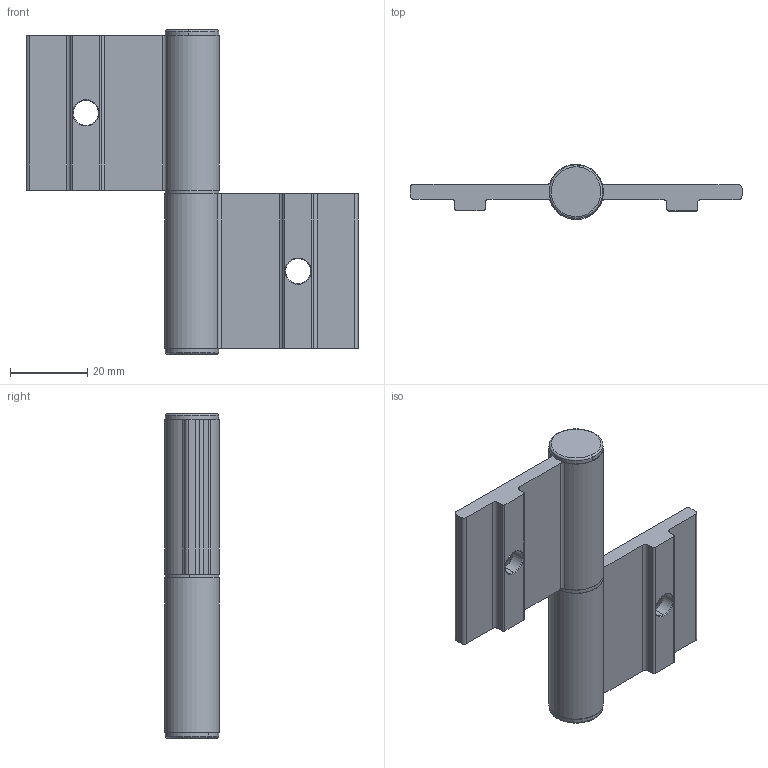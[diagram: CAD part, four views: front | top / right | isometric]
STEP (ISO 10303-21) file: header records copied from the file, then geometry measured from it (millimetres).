
FILE_DESCRIPTION (( 'STEP AP214' ), '1' );
FILE_NAME ('095AL40N0840N08.STEP', '2014-08-14T10:31:42', ( '' ), ( '' ), 'SwSTEP 2.0', 'SolidWorks 2014', '' );
FILE_SCHEMA (( 'AUTOMOTIVE_DESIGN' ));
Length unit declared in the file: millimetre
Products named in the file (5): 095air01_095ALR04; 340me383; 095ala; 095AL40N08_095AL40N08; 095AL40N0840N08
Assembly tree (13 placements, depth 2):
  095AL40N0840N08
    095AL40N08_095AL40N08  x2
    095ala  x2
    340me383  x8
    095air01_095ALR04
Bounding box: 86 x 14.2 x 84 mm (x, y, z)
Volume: 24937.5 mm3; surface area: 19471.5 mm2
Topology: 13 solids, 13 shells, 312 faces, 746 edges, 468 vertices
Faces by surface type: cone 112, cylinder 96, plane 96, torus 8
Entity records: 3138 total; most frequent: CARTESIAN_POINT 555, DIRECTION 540, ORIENTED_EDGE 460, EDGE_CURVE 230, AXIS2_PLACEMENT_3D 211, VERTEX_POINT 146, VECTOR 118, LINE 118
